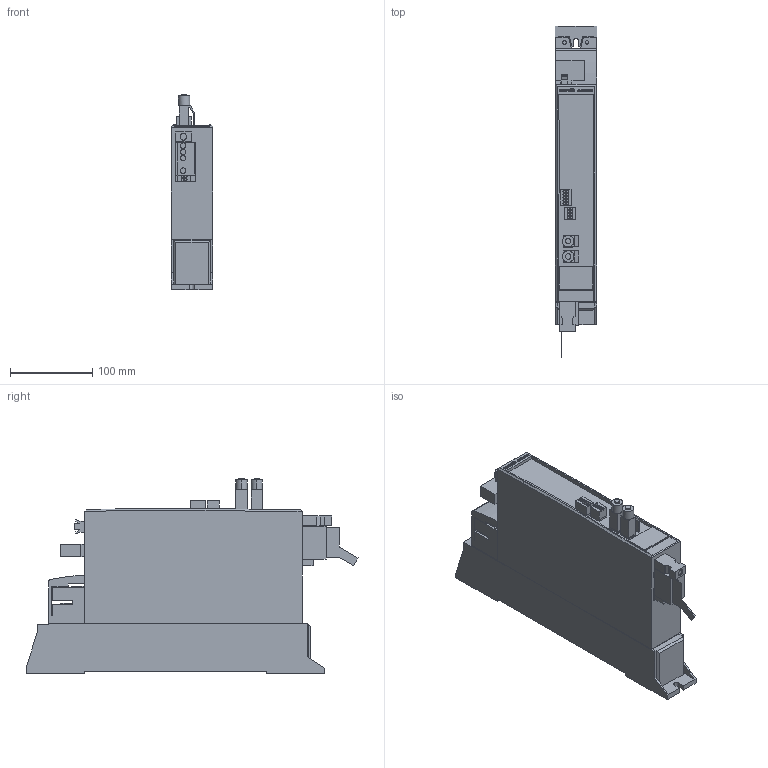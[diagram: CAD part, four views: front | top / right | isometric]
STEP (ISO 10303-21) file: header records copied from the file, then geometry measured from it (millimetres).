
FILE_DESCRIPTION(/* description */ ('AP242 STEP file','CAx-IF Rec.Pracs.---Geometric and Assembly Validation Properties---4.4--2015-08-17','CAx-IF Rec.Pracs.---Representation and Presentation of Product Manufacturing Information (PMI)---4.0.4---2016-09-01','CAx-IF Rec.Pracs.---User Defined Attributes---1.5---2016-08-15','CAx-IF Rec.Pracs.---3D Tessellated Geometry---1.0---2015-12-17','CAx-IF Rec.Pracs.---Model Styling and Organization---1.6---2018-08-17'),/* implementation_level */ '2;1');
FILE_NAME(/* name */ 'XMS1-W0006ANA-01NETT0NNNN.stp',/* time_stamp */ '2020-06-03T11:49:53+02:00',/* author */ (''),/* organization */ (''),/* preprocessor_version */ 'ST-DEVELOPER v17.1',/* originating_system */ 'Elysium Co. Ltd. STEP Translator v8.2.0.5',/* authorisation */ '');
FILE_SCHEMA (('AP242_MANAGED_MODEL_BASED_3D_ENGINEERING_MIM_LF { 1 0 10303 442 1 1 4 }'));
Length unit declared in the file: millimetre
Products named in the file (15): RA78328405; RA78387889; RA76003802; RA59808613; RA75998214; RA59808036; RA75887691; RA76001476; RA65443160; RA61941721; RA78477096; XMS1_ASM; RA76004001_ASM; RA75998434_ASM; RA76001502_ASM
Assembly tree (14 placements, depth 3):
  XMS1_ASM
    RA78328405
    RA78387889
    RA76004001_ASM
      RA76003802
      RA59808613
    RA75998434_ASM
      RA75998214
      RA59808036
    RA75887691
    RA76001502_ASM
      RA76001476
      RA65443160
    RA61941721
    RA78477096
Bounding box: 50 x 404.62 x 238.6 mm (x, y, z)
Volume: 2849093.3 mm3; surface area: 262092.7 mm2
Topology: 24 solids, 24 shells, 1062 faces, 2693 edges, 1786 vertices
Faces by surface type: plane 856, cylinder 145, bspline 59, cone 2
Entity records: 31133 total; most frequent: CARTESIAN_POINT 7458, ORIENTED_EDGE 5386, EDGE_CURVE 2693, STYLED_ITEM 2196, VECTOR 2147, LINE 2147, VERTEX_POINT 1786, AXIS2_PLACEMENT_3D 1344
